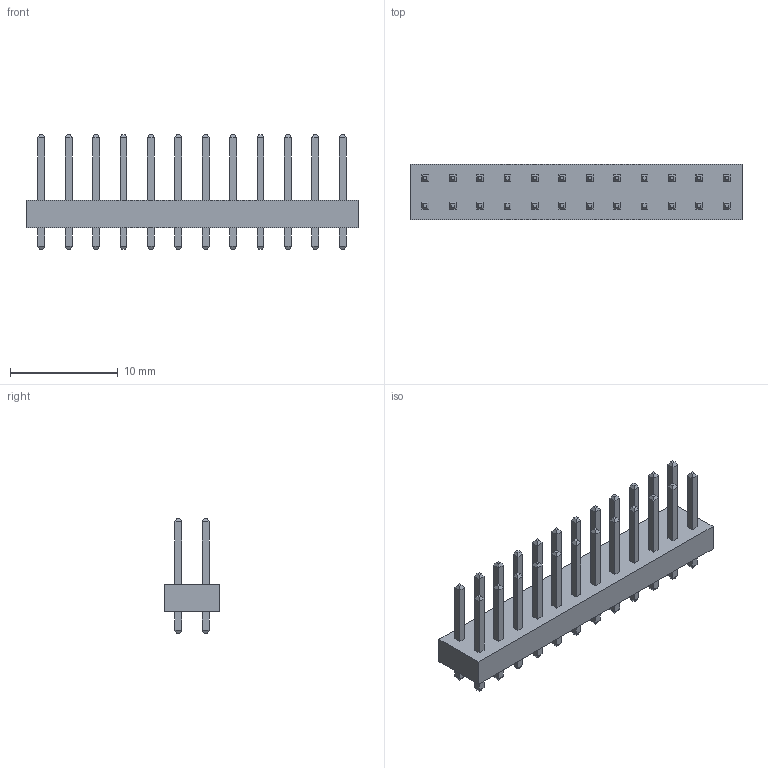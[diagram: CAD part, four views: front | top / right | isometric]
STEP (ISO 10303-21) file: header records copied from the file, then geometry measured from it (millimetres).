
FILE_DESCRIPTION (( 'STEP AP214' ), '1' );
FILE_NAME ( 'HDRV24W64P254_12X2_3078X515H865.STEP', '2022-06-18T21:59:54', ( '' ), ( '' ), '', '©2017 PCB Libraries, Inc.', '' );
FILE_SCHEMA (( 'AUTOMOTIVE_DESIGN' ));
Length unit declared in the file: millimetre
Products named in the file (1): HDRV24W64P254_12X2_3078X515H865
Bounding box: 30.78 x 5.15 x 10.65 mm (x, y, z)
Volume: 479.7 mm3; surface area: 1015.8 mm2
Topology: 49 solids, 49 shells, 486 faces, 972 edges, 584 vertices
Faces by surface type: plane 486
Entity records: 13619 total; most frequent: CARTESIAN_POINT 2043, DIRECTION 1946, ORIENTED_EDGE 1944, VECTOR 972, LINE 972, EDGE_CURVE 972, VERTEX_POINT 584, STYLED_ITEM 536
